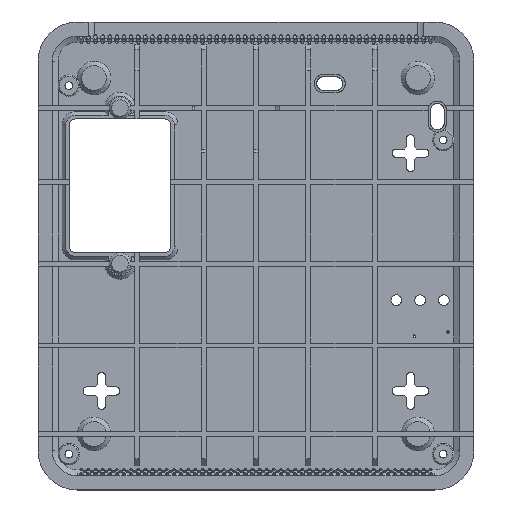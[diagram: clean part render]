
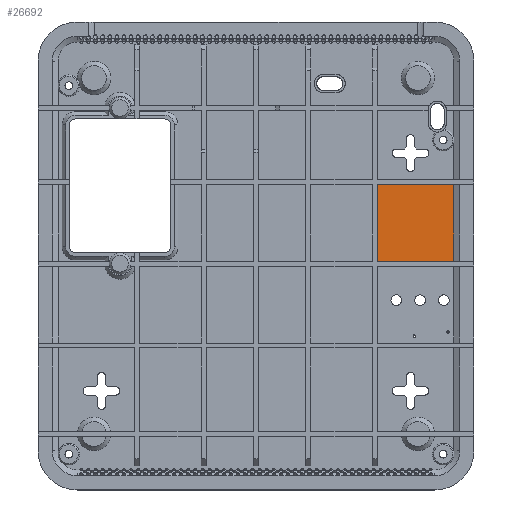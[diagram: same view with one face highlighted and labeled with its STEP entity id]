
A CAD part, top view. The second image highlights one B-rep face of the part: STEP entity #26692.
In plain terms, the highlighted planar face has unit normal (0, 0, 1).
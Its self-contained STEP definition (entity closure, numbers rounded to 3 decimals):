
#3132=FACE_OUTER_BOUND('',#4683,.T.);
#4683=EDGE_LOOP('',(#22469,#22470,#22471,#22472));
#7000=LINE('',#43951,#9581);
#7001=LINE('',#43953,#9582);
#7002=LINE('',#43955,#9583);
#7003=LINE('',#43956,#9584);
#9581=VECTOR('',#35878,10.);
#9582=VECTOR('',#35879,10.);
#9583=VECTOR('',#35880,10.);
#9584=VECTOR('',#35881,10.);
#12601=VERTEX_POINT('',#43949);
#12602=VERTEX_POINT('',#43950);
#12603=VERTEX_POINT('',#43952);
#12604=VERTEX_POINT('',#43954);
#16257=EDGE_CURVE('',#12601,#12602,#7000,.T.);
#16258=EDGE_CURVE('',#12602,#12603,#7001,.T.);
#16259=EDGE_CURVE('',#12603,#12604,#7002,.T.);
#16260=EDGE_CURVE('',#12604,#12601,#7003,.T.);
#22469=ORIENTED_EDGE('',*,*,#16257,.T.);
#22470=ORIENTED_EDGE('',*,*,#16258,.T.);
#22471=ORIENTED_EDGE('',*,*,#16259,.T.);
#22472=ORIENTED_EDGE('',*,*,#16260,.T.);
#25552=PLANE('',#29255);
#26692=ADVANCED_FACE('',(#3132),#25552,.F.);
#29255=AXIS2_PLACEMENT_3D('',#43948,#35876,#35877);
#35876=DIRECTION('center_axis',(0.,0.,-1.));
#35877=DIRECTION('ref_axis',(1.,0.,0.));
#35878=DIRECTION('',(-1.,0.,0.));
#35879=DIRECTION('',(0.,-1.,0.));
#35880=DIRECTION('',(1.,0.,0.));
#35881=DIRECTION('',(0.,1.,0.));
#43948=CARTESIAN_POINT('Origin',(138.,63.25,-24.248));
#43949=CARTESIAN_POINT('',(221.265,93.375,-24.248));
#43950=CARTESIAN_POINT('',(188.997,93.375,-24.248));
#43951=CARTESIAN_POINT('',(163.498,93.375,-24.248));
#43952=CARTESIAN_POINT('',(188.998,61.,-24.248));
#43953=CARTESIAN_POINT('',(188.998,62.126,-24.248));
#43954=CARTESIAN_POINT('',(221.265,61.,-24.248));
#43955=CARTESIAN_POINT('',(183.833,61.,-24.248));
#43956=CARTESIAN_POINT('',(221.265,-18.665,-24.248));
